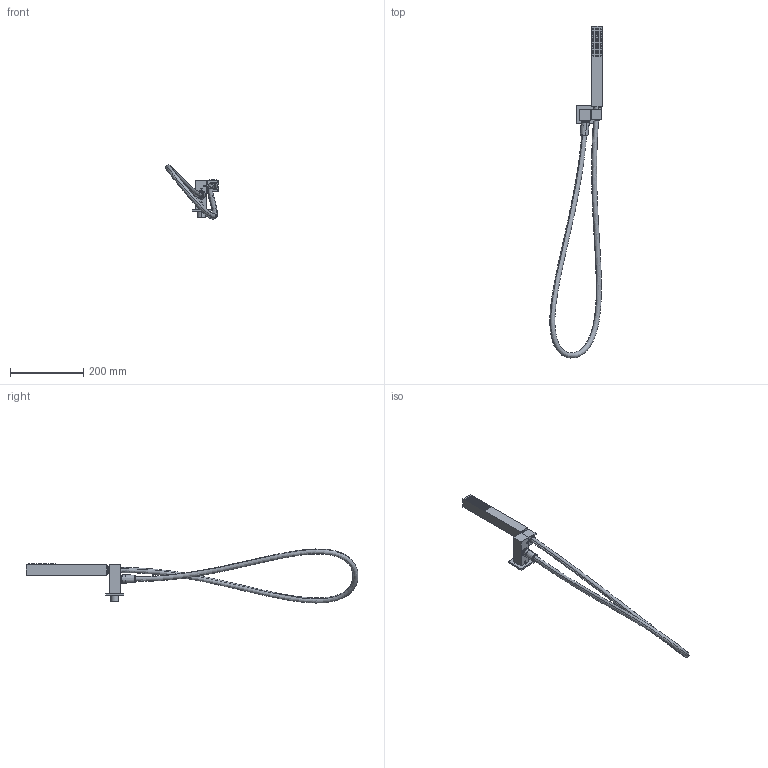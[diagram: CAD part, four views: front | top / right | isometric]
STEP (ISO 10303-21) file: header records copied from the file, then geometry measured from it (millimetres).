
FILE_DESCRIPTION(('CATIA V5 STEP Exchange','CAx-IF Rec.Pracs.--- Model Styling and Organization---1.5--- 2016-08-15','CAx-IF Rec.Pracs.---Supplemental Geometry---1.0---2011-11-01','CAx-IF Rec.Pracs.--- Composite Materials ---3.4---2017-06-13','CAx-IF Rec.Pracs.---Tessellated 3D Geometry---1.0---2015-12-17'),'2;1');
FILE_NAME('DS018280.stp','2023-11-03T08:18:53+00:00',('none'),('none'),'CATIA Version 5-6 Release 2020 SP2','CATIA V5 STEP AP242 v2','none');
FILE_SCHEMA(('AP242_MANAGED_MODEL_BASED_3D_ENGINEERING_MIM_LF {1 0 10303 442 1 1 4}'));
Length unit declared in the file: millimetre
Products named in the file (10): Product1; DP3071-ES1115C-SPH_ASM; P0843; N0007; S0162; P0659; F0042; N0503; DC5056; CE 00303 0
Assembly tree (9 placements, depth 3):
  Product1
    DP3071-ES1115C-SPH_ASM
      P0843
      N0007
      S0162
      P0659
      F0042
      N0503
    DC5056
    CE 00303 0
Bounding box: 142.3 x 904.07 x 147.1 mm (x, y, z)
Volume: 476332 mm3; surface area: 132756.7 mm2
Topology: 9 solids, 9 shells, 540 faces, 1163 edges, 765 vertices
Faces by surface type: cylinder 196, plane 177, cone 159, torus 6, bspline 2
Entity records: 16562 total; most frequent: CARTESIAN_POINT 6085, ORIENTED_EDGE 2322, DIRECTION 1507, EDGE_CURVE 1161, AXIS2_PLACEMENT_3D 796, VERTEX_POINT 765, EDGE_LOOP 684, ADVANCED_FACE 540
